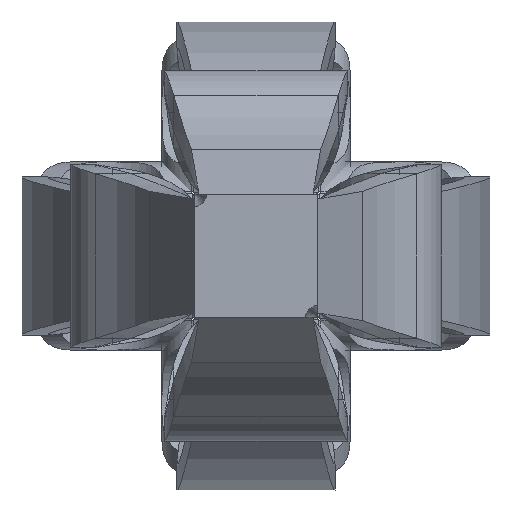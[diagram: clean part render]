
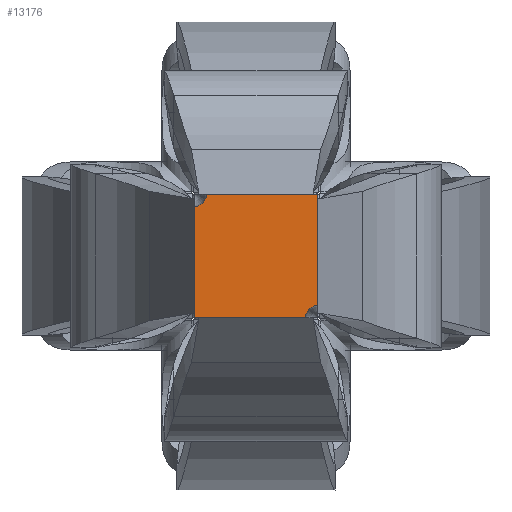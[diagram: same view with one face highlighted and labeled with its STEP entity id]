
A CAD part, front view. The second image highlights one B-rep face of the part: STEP entity #13176.
In plain terms, the highlighted planar face has unit normal (0, -1, 0).
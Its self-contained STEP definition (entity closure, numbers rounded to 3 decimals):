
#1547 = VECTOR ( 'NONE', #15390, 1000. ) ;
#1926 = LINE ( 'NONE', #14013, #21868 ) ;
#2104 = AXIS2_PLACEMENT_3D ( 'NONE', #9723, #15025, #2580 ) ;
#2334 = ORIENTED_EDGE ( 'NONE', *, *, #3372, .F. ) ;
#2438 = CARTESIAN_POINT ( 'NONE',  ( -10., -620., 12.5 ) ) ;
#2580 = DIRECTION ( 'NONE',  ( 0., 0., 1. ) ) ;
#2623 = FACE_OUTER_BOUND ( 'NONE', #5220, .T. ) ;
#2851 = VERTEX_POINT ( 'NONE', #7179 ) ;
#3372 = EDGE_CURVE ( 'NONE', #20716, #12144, #14311, .T. ) ;
#3526 = CARTESIAN_POINT ( 'NONE',  ( -12.5, -620., 12.5 ) ) ;
#3916 = LINE ( 'NONE', #3526, #16195 ) ;
#4495 = PLANE ( 'NONE',  #2104 ) ;
#4617 = EDGE_CURVE ( 'NONE', #7335, #14951, #3916, .T. ) ;
#5220 = EDGE_LOOP ( 'NONE', ( #11285, #6392, #2334, #13073, #16398, #13216 ) ) ;
#5661 = CARTESIAN_POINT ( 'NONE',  ( 12.5, -620., -10. ) ) ;
#6392 = ORIENTED_EDGE ( 'NONE', *, *, #8529, .F. ) ;
#6514 = CARTESIAN_POINT ( 'NONE',  ( 12.5, -620., -12.5 ) ) ;
#7179 = CARTESIAN_POINT ( 'NONE',  ( 10., -620., -12.5 ) ) ;
#7335 = VERTEX_POINT ( 'NONE', #12733 ) ;
#7528 = DIRECTION ( 'NONE',  ( 0., -1., 0. ) ) ;
#8159 = DIRECTION ( 'NONE',  ( 0., 0., 1. ) ) ;
#8529 = EDGE_CURVE ( 'NONE', #12144, #11128, #1926, .T. ) ;
#9712 = CIRCLE ( 'NONE', #12624, 2.5 ) ;
#9723 = CARTESIAN_POINT ( 'NONE',  ( 0., -620., 0. ) ) ;
#9961 = CARTESIAN_POINT ( 'NONE',  ( -12.5, -620., -12.5 ) ) ;
#11128 = VERTEX_POINT ( 'NONE', #5661 ) ;
#11285 = ORIENTED_EDGE ( 'NONE', *, *, #15801, .F. ) ;
#11623 = EDGE_CURVE ( 'NONE', #2851, #7335, #14663, .T. ) ;
#12144 = VERTEX_POINT ( 'NONE', #17724 ) ;
#12500 = EDGE_CURVE ( 'NONE', #14951, #20716, #9712, .T. ) ;
#12554 = DIRECTION ( 'NONE',  ( 0., 0., -1. ) ) ;
#12624 = AXIS2_PLACEMENT_3D ( 'NONE', #21469, #7528, #16350 ) ;
#12733 = CARTESIAN_POINT ( 'NONE',  ( -12.5, -620., -12.5 ) ) ;
#13073 = ORIENTED_EDGE ( 'NONE', *, *, #12500, .F. ) ;
#13176 = ADVANCED_FACE ( 'NONE', ( #2623 ), #4495, .F. ) ;
#13216 = ORIENTED_EDGE ( 'NONE', *, *, #11623, .F. ) ;
#14013 = CARTESIAN_POINT ( 'NONE',  ( 12.5, -620., -12.5 ) ) ;
#14311 = LINE ( 'NONE', #17797, #19238 ) ;
#14663 = LINE ( 'NONE', #9961, #1547 ) ;
#14951 = VERTEX_POINT ( 'NONE', #21002 ) ;
#15025 = DIRECTION ( 'NONE',  ( 0., 1., 0. ) ) ;
#15390 = DIRECTION ( 'NONE',  ( -1., 0., 0. ) ) ;
#15801 = EDGE_CURVE ( 'NONE', #11128, #2851, #18667, .T. ) ;
#15812 = DIRECTION ( 'NONE',  ( 1., 0., 0. ) ) ;
#16195 = VECTOR ( 'NONE', #17401, 1000. ) ;
#16350 = DIRECTION ( 'NONE',  ( 0., 0., 1. ) ) ;
#16398 = ORIENTED_EDGE ( 'NONE', *, *, #4617, .F. ) ;
#16771 = DIRECTION ( 'NONE',  ( 0., -1., 0. ) ) ;
#17401 = DIRECTION ( 'NONE',  ( 0., 0., 1. ) ) ;
#17724 = CARTESIAN_POINT ( 'NONE',  ( 12.5, -620., 12.5 ) ) ;
#17797 = CARTESIAN_POINT ( 'NONE',  ( 12.5, -620., 12.5 ) ) ;
#18667 = CIRCLE ( 'NONE', #18958, 2.5 ) ;
#18958 = AXIS2_PLACEMENT_3D ( 'NONE', #6514, #16771, #8159 ) ;
#19238 = VECTOR ( 'NONE', #15812, 1000. ) ;
#20716 = VERTEX_POINT ( 'NONE', #2438 ) ;
#21002 = CARTESIAN_POINT ( 'NONE',  ( -12.5, -620., 10. ) ) ;
#21469 = CARTESIAN_POINT ( 'NONE',  ( -12.5, -620., 12.5 ) ) ;
#21868 = VECTOR ( 'NONE', #12554, 1000. ) ;
